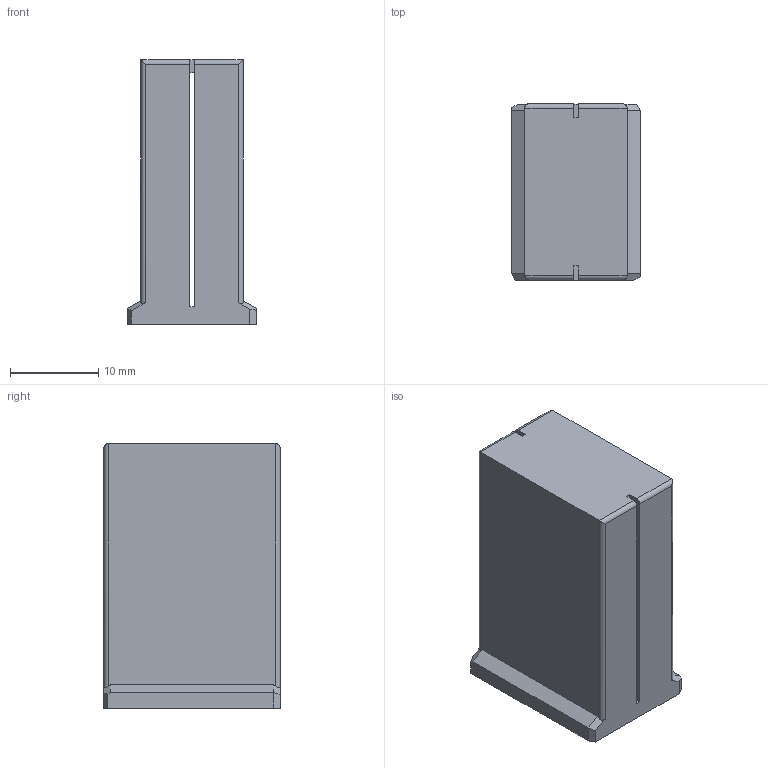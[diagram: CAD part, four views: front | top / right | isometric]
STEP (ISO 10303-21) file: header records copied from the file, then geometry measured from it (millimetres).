
FILE_DESCRIPTION(/* description */ (''),/* implementation_level */ '2;1');
FILE_NAME(/* name */ 'Light Baffle.step',/* time_stamp */ '2019-03-25T22:38:40-05:00',/* author */ (''),/* organization */ (''),/* preprocessor_version */ 'ST-DEVELOPER v17.2',/* originating_system */ 'Autodesk Translation Framework v7.6.0.251',/* authorisation */ '');
FILE_SCHEMA (('AUTOMOTIVE_DESIGN { 1 0 10303 214 3 1 1 }'));
Length unit declared in the file: millimetre
Products named in the file (1): Light Baffle
Bounding box: 14.6 x 20 x 30 mm (x, y, z)
Volume: 3299.3 mm3; surface area: 4178.2 mm2
Topology: 1 solids, 1 shells, 40 faces, 110 edges, 70 vertices
Faces by surface type: plane 32, cylinder 8
Entity records: 1290 total; most frequent: CARTESIAN_POINT 221, ORIENTED_EDGE 220, DIRECTION 204, EDGE_CURVE 110, LINE 98, VECTOR 98, VERTEX_POINT 70, AXIS2_PLACEMENT_3D 53
